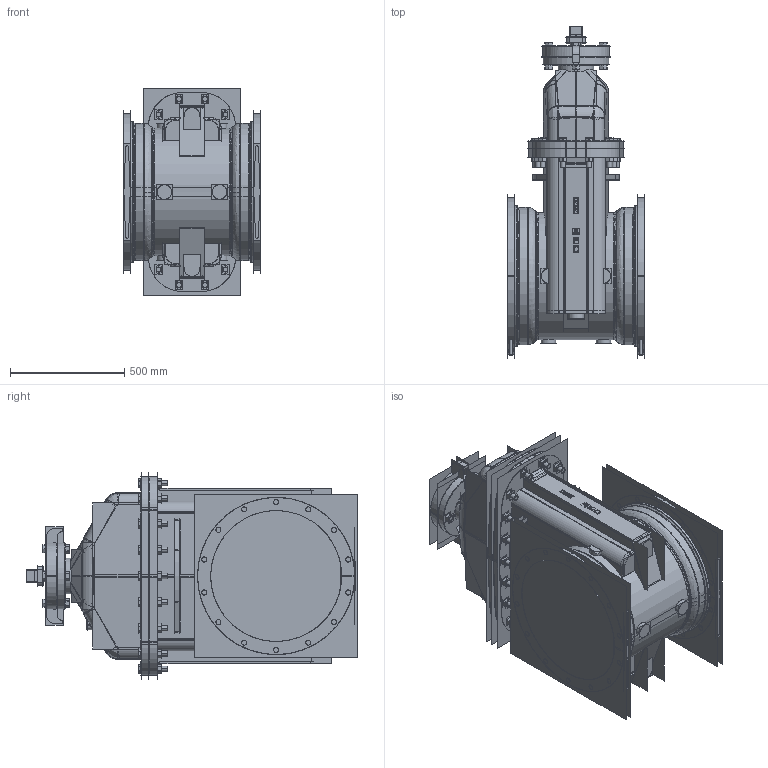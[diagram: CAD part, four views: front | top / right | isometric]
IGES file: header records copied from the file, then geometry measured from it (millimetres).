
Start section:  PTC IGES file: 20 nrs mm assy website.igs
Global section: file name: 20 nrs mm assy website.igs; native system: Pro/ENGINEER by Parametric Technology Corporation; preprocessor: 2010280; author: smm2; organization: Unknown; date: 20150630.142648; units: inch
Bounding box: 600.24 x 1454.33 x 911.35 mm (x, y, z)
Surface area: 15587647.4 mm2 (no closed solid volume)
Topology: 0 solids, 0 shells, 2322 faces, 31838 edges, 41462 vertices
Faces by surface type: bspline 1480, revolution 842
